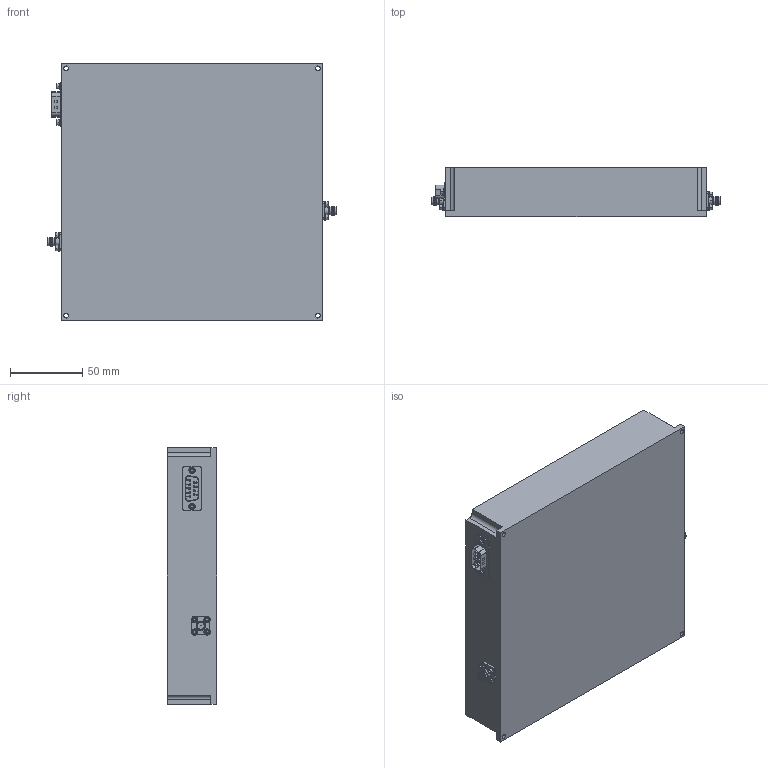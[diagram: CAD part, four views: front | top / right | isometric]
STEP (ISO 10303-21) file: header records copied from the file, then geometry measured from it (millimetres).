
FILE_DESCRIPTION (( 'STEP AP203' ), '1' );
FILE_NAME ('SBP-3433735038-KFKF-E3.STEP', '2019-06-06T21:12:55', ( '' ), ( '' ), 'SwSTEP 2.0', 'SolidWorks 2016', '' );
FILE_SCHEMA (( 'CONFIG_CONTROL_DESIGN' ));
Length unit declared in the file: inch
Products named in the file (1): SBP-3433735038-KFKF-E3
Bounding box: 199.05 x 34.01 x 177 mm (x, y, z)
Volume: 1080943.4 mm3; surface area: 91093.2 mm2
Topology: 13 solids, 15 shells, 949 faces, 2365 edges, 1516 vertices
Faces by surface type: cylinder 440, plane 288, cone 130, bspline 87, torus 4
Entity records: 44678 total; most frequent: CARTESIAN_POINT 24192, ORIENTED_EDGE 4730, DIRECTION 3673, EDGE_CURVE 2365, VERTEX_POINT 1516, AXIS2_PLACEMENT_3D 1311, VECTOR 1051, LINE 1051
